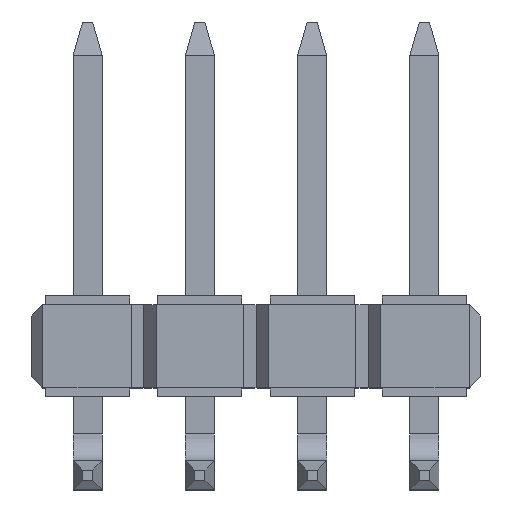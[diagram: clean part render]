
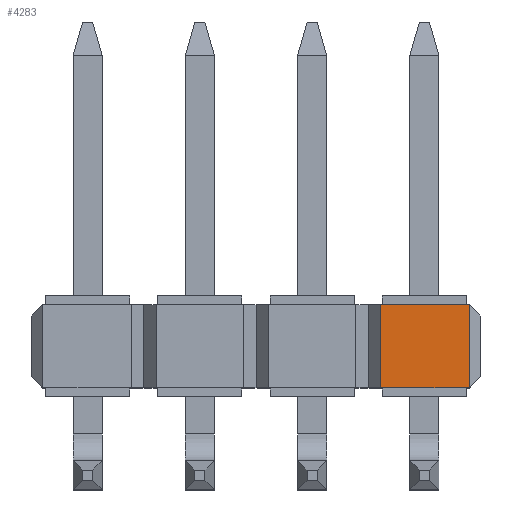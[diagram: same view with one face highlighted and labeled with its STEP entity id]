
A CAD part, top view. The second image highlights one B-rep face of the part: STEP entity #4283.
In plain terms, the highlighted planar face has unit normal (0, 0, 1).
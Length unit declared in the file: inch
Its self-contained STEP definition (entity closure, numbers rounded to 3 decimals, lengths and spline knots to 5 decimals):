
#113=DIRECTION('',(1.,0.,0.));
#114=VECTOR('',#113,0.079);
#115=CARTESIAN_POINT('',(0.111,-0.037,0.049));
#116=LINE('',#115,#114);
#533=DIRECTION('',(1.,0.,0.));
#534=VECTOR('',#533,0.079);
#535=CARTESIAN_POINT('',(0.111,0.037,0.049));
#536=LINE('',#535,#534);
#1465=DIRECTION('',(0.,1.,0.));
#1466=VECTOR('',#1465,0.074);
#1467=CARTESIAN_POINT('',(0.111,-0.037,0.049));
#1468=LINE('',#1467,#1466);
#1469=DIRECTION('',(0.,-1.,0.));
#1470=VECTOR('',#1469,0.074);
#1471=CARTESIAN_POINT('',(0.19,0.037,0.049));
#1472=LINE('',#1471,#1470);
#1603=CARTESIAN_POINT('',(0.19,0.037,0.049));
#1604=VERTEX_POINT('',#1603);
#1605=CARTESIAN_POINT('',(0.19,-0.037,0.049));
#1606=VERTEX_POINT('',#1605);
#1631=CARTESIAN_POINT('',(0.111,-0.037,0.049));
#1633=VERTEX_POINT('',#1631);
#1643=CARTESIAN_POINT('',(0.111,0.037,0.049));
#1645=VERTEX_POINT('',#1643);
#4271=CARTESIAN_POINT('',(-0.2,-0.037,0.049));
#4272=DIRECTION('',(0.,0.,1.));
#4273=DIRECTION('',(1.,0.,0.));
#4274=AXIS2_PLACEMENT_3D('',#4271,#4272,#4273);
#4275=PLANE('',#4274);
#4277=ORIENTED_EDGE('',*,*,#4276,.T.);
#4278=ORIENTED_EDGE('',*,*,#2642,.T.);
#4279=ORIENTED_EDGE('',*,*,#4261,.T.);
#4280=ORIENTED_EDGE('',*,*,#2078,.F.);
#4281=EDGE_LOOP('',(#4277,#4278,#4279,#4280));
#4282=FACE_OUTER_BOUND('',#4281,.F.);
#4283=ADVANCED_FACE('',(#4282),#4275,.T.);
#2078=EDGE_CURVE('',#1633,#1606,#116,.T.);
#2642=EDGE_CURVE('',#1645,#1604,#536,.T.);
#4261=EDGE_CURVE('',#1604,#1606,#1472,.T.);
#4276=EDGE_CURVE('',#1633,#1645,#1468,.T.);
